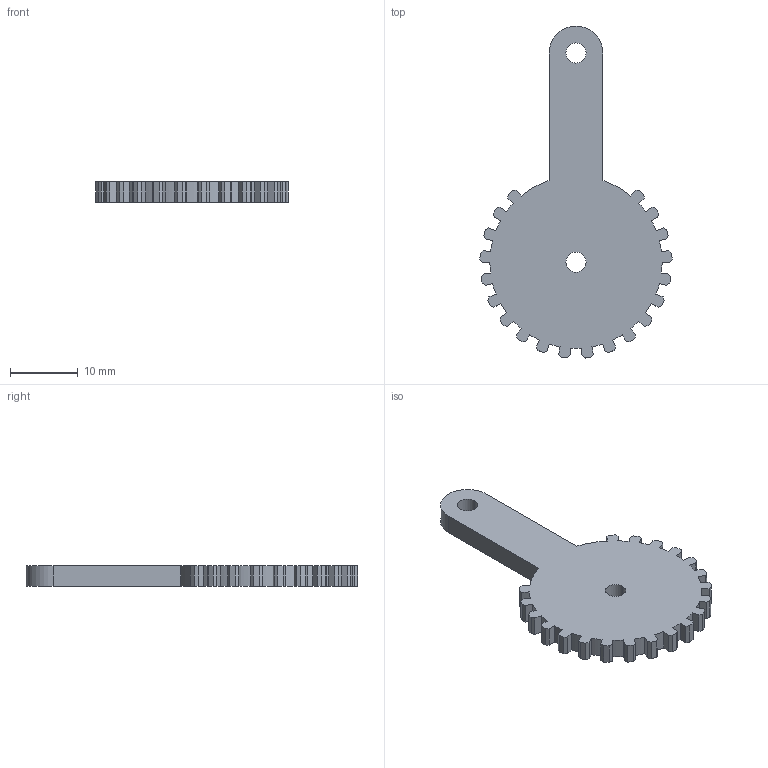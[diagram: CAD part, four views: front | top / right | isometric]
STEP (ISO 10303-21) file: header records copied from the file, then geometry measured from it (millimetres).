
FILE_DESCRIPTION (( 'STEP AP203' ), '1' );
FILE_NAME ('Part2_Default_sldprt.STEP', '2023-12-06T08:16:51', ( '' ), ( '' ), 'SwSTEP 2.0', 'SolidWorks 2023', '' );
FILE_SCHEMA (( 'CONFIG_CONTROL_DESIGN' ));
Length unit declared in the file: millimetre
Products named in the file (1): Part2_Default_sldprt
Bounding box: 28.48 x 49.18 x 3 mm (x, y, z)
Volume: 2146.2 mm3; surface area: 2016 mm2
Topology: 1 solids, 1 shells, 131 faces, 387 edges, 258 vertices
Faces by surface type: plane 104, cylinder 27
Entity records: 4420 total; most frequent: CARTESIAN_POINT 777, ORIENTED_EDGE 774, DIRECTION 705, EDGE_CURVE 387, VECTOR 333, LINE 333, VERTEX_POINT 258, AXIS2_PLACEMENT_3D 186
